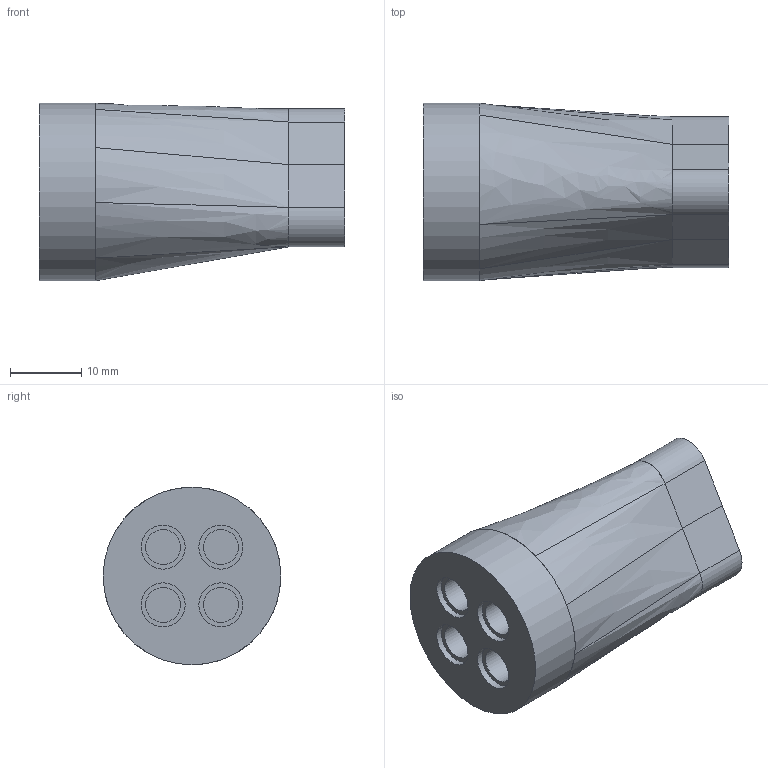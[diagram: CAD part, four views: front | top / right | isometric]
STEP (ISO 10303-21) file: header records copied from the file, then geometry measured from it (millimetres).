
FILE_DESCRIPTION(/* description */ (''),/* implementation_level */ '2;1');
FILE_NAME(/* name */ 'gear to wheel v3.step',/* time_stamp */ '2022-12-06T00:16:10-05:00',/* author */ (''),/* organization */ (''),/* preprocessor_version */ 'ST-DEVELOPER v19.2',/* originating_system */ 'Autodesk Translation Framework v11.17.0.187',/* authorisation */ '');
FILE_SCHEMA (('AUTOMOTIVE_DESIGN { 1 0 10303 214 3 1 1 }'));
Length unit declared in the file: millimetre
Products named in the file (3): gear to wheel; Wheel attach v1; Gear attach v2
Assembly tree (2 placements, depth 2):
  gear to wheel
    Wheel attach v1
    Gear attach v2
Bounding box: 42.95 x 25 x 25 mm (x, y, z)
Volume: 14948.6 mm3; surface area: 6117.5 mm2
Topology: 3 solids, 3 shells, 65 faces, 135 edges, 90 vertices
Faces by surface type: plane 31, cylinder 26, bspline 8
Full cylindrical faces by diameter (mm): 4.6 x1, 4.9 x6, 6.2 x14, 7.5 x1, 25 x1
Entity records: 2006 total; most frequent: CARTESIAN_POINT 458, DIRECTION 320, ORIENTED_EDGE 270, EDGE_CURVE 135, AXIS2_PLACEMENT_3D 124, EDGE_LOOP 95, VERTEX_POINT 90, LINE 72
